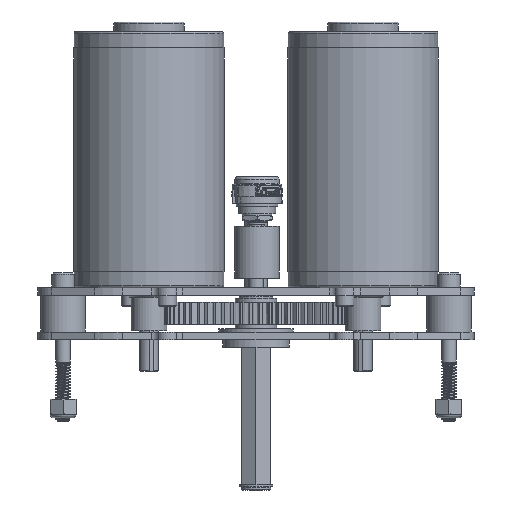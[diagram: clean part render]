
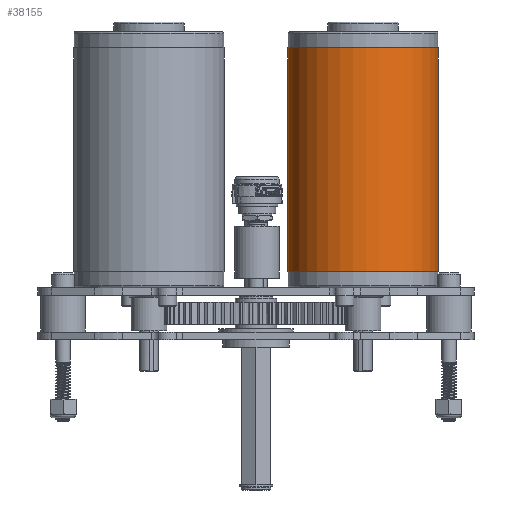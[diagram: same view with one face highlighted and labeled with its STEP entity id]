
A CAD part, front view. The second image highlights one B-rep face of the part: STEP entity #38155.
In plain terms, the highlighted cylindrical face has radius 32.207 mm (diameter 64.414 mm), a full revolution.
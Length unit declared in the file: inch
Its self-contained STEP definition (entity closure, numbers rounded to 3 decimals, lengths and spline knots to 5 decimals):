
#5185=FACE_BOUND($,#7253,.T.);
#5663=FACE_OUTER_BOUND($,#7252,.T.);
#7252=EDGE_LOOP($,(#30139));
#7253=EDGE_LOOP($,(#30140));
#15193=CIRCLE($,#39964,1.268);
#15195=CIRCLE($,#39967,1.268);
#17285=VERTEX_POINT($,#54019);
#17287=VERTEX_POINT($,#54024);
#23350=EDGE_CURVE($,#17285,#17285,#15193,.T.);
#23352=EDGE_CURVE($,#17287,#17287,#15195,.T.);
#30139=ORIENTED_EDGE($,*,*,#23352,.T.);
#30140=ORIENTED_EDGE($,*,*,#23350,.F.);
#37599=CYLINDRICAL_SURFACE($,#39966,1.268);
#38155=ADVANCED_FACE($,(#5663,#5185),#37599,.T.);
#39964=AXIS2_PLACEMENT_3D($,#54020,#44065,#44066);
#39966=AXIS2_PLACEMENT_3D($,#54023,#44069,#44070);
#39967=AXIS2_PLACEMENT_3D($,#54025,#44071,#44072);
#44065=DIRECTION('center_axis',(0.,0.,1.));
#44066=DIRECTION('ref_axis',(1.,0.,0.));
#44069=DIRECTION('center_axis',(0.,0.,-1.));
#44070=DIRECTION('ref_axis',(1.,0.,0.));
#44071=DIRECTION('center_axis',(0.,0.,1.));
#44072=DIRECTION('ref_axis',(1.,0.,0.));
#54019=CARTESIAN_POINT('',(-1.268,0.,0.));
#54020=CARTESIAN_POINT('Origin',(0.,0.,0.));
#54023=CARTESIAN_POINT('Origin',(0.,0.,0.));
#54024=CARTESIAN_POINT('',(-1.268,0.,-3.764));
#54025=CARTESIAN_POINT('Origin',(0.,0.,-3.764));
